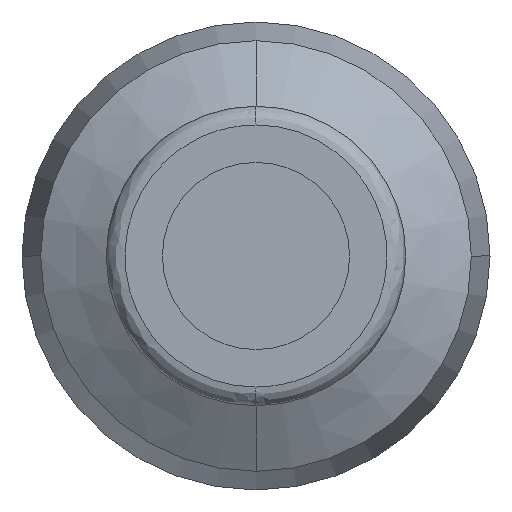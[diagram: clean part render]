
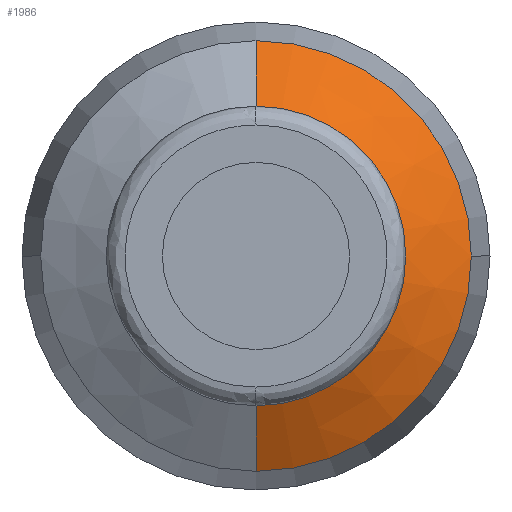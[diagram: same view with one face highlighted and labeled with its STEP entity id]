
A CAD part, front view. The second image highlights one B-rep face of the part: STEP entity #1986.
In plain terms, the highlighted conical face has half-angle 60 degrees and reference radius 4 mm.
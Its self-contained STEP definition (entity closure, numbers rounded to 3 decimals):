
#53 = LINE ( 'NONE', #1518, #57 ) ;
#57 = VECTOR ( 'NONE', #1441, 1000. ) ;
#133 = CONICAL_SURFACE ( 'NONE', #574, 4., 1.047 ) ;
#172 = EDGE_CURVE ( 'NONE', #2158, #1809, #1086, .T. ) ;
#186 = FACE_OUTER_BOUND ( 'NONE', #1740, .T. ) ;
#299 = CARTESIAN_POINT ( 'NONE',  ( 0., 19.5, 4. ) ) ;
#390 = EDGE_CURVE ( 'NONE', #1809, #1369, #1020, .T. ) ;
#483 = CARTESIAN_POINT ( 'NONE',  ( 0., 20.51, -5.75 ) ) ;
#574 = AXIS2_PLACEMENT_3D ( 'NONE', #1036, #1100, #1088 ) ;
#706 = DIRECTION ( 'NONE',  ( 0., 0., -1. ) ) ;
#779 = EDGE_CURVE ( 'NONE', #1491, #1890, #916, .T. ) ;
#840 = CARTESIAN_POINT ( 'NONE',  ( 0., 20.51, 5.75 ) ) ;
#879 = CIRCLE ( 'NONE', #1785, 5.75 ) ;
#898 = EDGE_CURVE ( 'NONE', #1890, #1369, #879, .T. ) ;
#916 = CIRCLE ( 'NONE', #1886, 5.75 ) ;
#1017 = VECTOR ( 'NONE', #1726, 1000. ) ;
#1020 = LINE ( 'NONE', #1742, #1017 ) ;
#1036 = CARTESIAN_POINT ( 'NONE',  ( 0., 19.5, 0. ) ) ;
#1086 = CIRCLE ( 'NONE', #2157, 4. ) ;
#1088 = DIRECTION ( 'NONE',  ( 0., 0., 1. ) ) ;
#1100 = DIRECTION ( 'NONE',  ( 0., 1., 0. ) ) ;
#1152 = CARTESIAN_POINT ( 'NONE',  ( 0., 20.51, 0. ) ) ;
#1215 = DIRECTION ( 'NONE',  ( 0., -1., 0. ) ) ;
#1241 = CARTESIAN_POINT ( 'NONE',  ( 0., 19.5, 0. ) ) ;
#1258 = DIRECTION ( 'NONE',  ( 0., -1., 0. ) ) ;
#1270 = DIRECTION ( 'NONE',  ( 0., 0., 1. ) ) ;
#1369 = VERTEX_POINT ( 'NONE', #840 ) ;
#1417 = ORIENTED_EDGE ( 'NONE', *, *, #390, .F. ) ;
#1437 = ORIENTED_EDGE ( 'NONE', *, *, #172, .F. ) ;
#1440 = ORIENTED_EDGE ( 'NONE', *, *, #779, .T. ) ;
#1441 = DIRECTION ( 'NONE',  ( 0., 0.5, -0.866 ) ) ;
#1442 = ORIENTED_EDGE ( 'NONE', *, *, #2074, .T. ) ;
#1454 = CARTESIAN_POINT ( 'NONE',  ( 5.75, 20.51, 0. ) ) ;
#1491 = VERTEX_POINT ( 'NONE', #483 ) ;
#1518 = CARTESIAN_POINT ( 'NONE',  ( 0., 19.5, -4. ) ) ;
#1521 = ORIENTED_EDGE ( 'NONE', *, *, #898, .T. ) ;
#1726 = DIRECTION ( 'NONE',  ( 0., 0.5, 0.866 ) ) ;
#1740 = EDGE_LOOP ( 'NONE', ( #1437, #1442, #1440, #1521, #1417 ) ) ;
#1742 = CARTESIAN_POINT ( 'NONE',  ( 0., 19.5, 4. ) ) ;
#1785 = AXIS2_PLACEMENT_3D ( 'NONE', #1152, #1215, #706 ) ;
#1809 = VERTEX_POINT ( 'NONE', #299 ) ;
#1886 = AXIS2_PLACEMENT_3D ( 'NONE', #2057, #1941, #2132 ) ;
#1890 = VERTEX_POINT ( 'NONE', #1454 ) ;
#1941 = DIRECTION ( 'NONE',  ( 0., -1., 0. ) ) ;
#1986 = ADVANCED_FACE ( 'NONE', ( #186 ), #133, .T. ) ;
#2057 = CARTESIAN_POINT ( 'NONE',  ( 0., 20.51, 0. ) ) ;
#2074 = EDGE_CURVE ( 'NONE', #2158, #1491, #53, .T. ) ;
#2132 = DIRECTION ( 'NONE',  ( 0., 0., -1. ) ) ;
#2157 = AXIS2_PLACEMENT_3D ( 'NONE', #1241, #1258, #1270 ) ;
#2158 = VERTEX_POINT ( 'NONE', #2163 ) ;
#2163 = CARTESIAN_POINT ( 'NONE',  ( 0., 19.5, -4. ) ) ;
